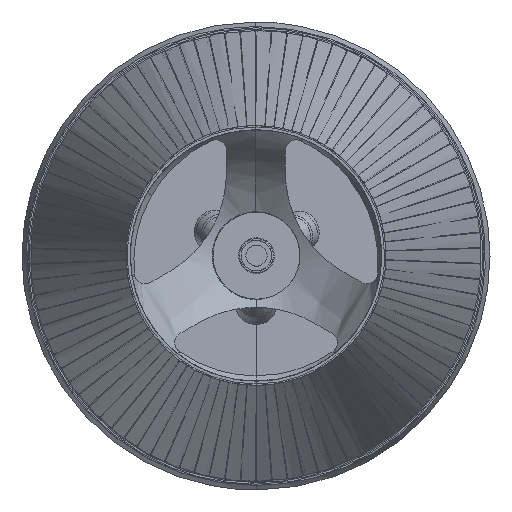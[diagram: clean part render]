
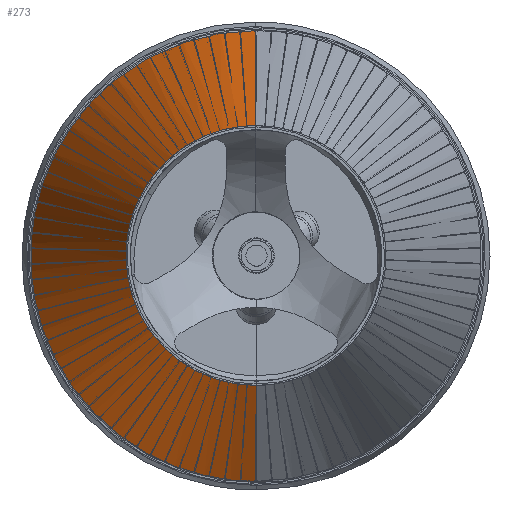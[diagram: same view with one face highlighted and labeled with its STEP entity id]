
A CAD part, top view. The second image highlights one B-rep face of the part: STEP entity #273.
In plain terms, the highlighted free-form (B-spline) face has degree [1, 2] with [2, 5] control points.
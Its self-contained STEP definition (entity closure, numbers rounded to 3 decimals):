
#273=ADVANCED_FACE('',(#637),#6729,.T.);
#637=FACE_OUTER_BOUND('',#1004,.T.);
#1004=EDGE_LOOP('',(#1458,#1459,#1460,#1461,#1462));
#1458=ORIENTED_EDGE('',*,*,#3711,.F.);
#1459=ORIENTED_EDGE('',*,*,#3691,.F.);
#1460=ORIENTED_EDGE('',*,*,#3693,.T.);
#1461=ORIENTED_EDGE('',*,*,#3690,.F.);
#1462=ORIENTED_EDGE('',*,*,#3713,.F.);
#3690=EDGE_CURVE('',#5430,#5429,#6910,.T.);
#3691=EDGE_CURVE('',#5431,#5443,#6911,.T.);
#3693=EDGE_CURVE('',#5431,#5429,#7276,.T.);
#3711=EDGE_CURVE('',#5443,#5432,#6924,.T.);
#3713=EDGE_CURVE('',#5432,#5430,#7284,.T.);
#5429=VERTEX_POINT('',#9664);
#5430=VERTEX_POINT('',#9665);
#5431=VERTEX_POINT('',#9666);
#5432=VERTEX_POINT('',#9667);
#5443=VERTEX_POINT('',#9678);
#6729=(
BOUNDED_SURFACE()
B_SPLINE_SURFACE(1,2,((#9484,#9485,#9486,#9487,#9488),(#9489,#9490,#9491,
#9492,#9493)),.UNSPECIFIED.,.F.,.F.,.F.)
B_SPLINE_SURFACE_WITH_KNOTS((2,2),(3,2,3),(502.955,871.621),
(0.,457.312,914.624),.UNSPECIFIED.)
GEOMETRIC_REPRESENTATION_ITEM()
RATIONAL_B_SPLINE_SURFACE(((1.,0.707,1.,0.707,1.),
(1.,0.707,1.,0.707,1.)))
REPRESENTATION_ITEM('')
SURFACE()
);
#6910=(
BOUNDED_CURVE()
B_SPLINE_CURVE(2,(#9289,#9290,#9291,#9292,#9293),.UNSPECIFIED.,.F.,.F.)
B_SPLINE_CURVE_WITH_KNOTS((3,2,3),(831.476,1247.214,1662.953),
.UNSPECIFIED.)
CURVE()
GEOMETRIC_REPRESENTATION_ITEM()
RATIONAL_B_SPLINE_CURVE((1.,0.707,1.,0.707,1.))
REPRESENTATION_ITEM('')
);
#6911=(
BOUNDED_CURVE()
B_SPLINE_CURVE(2,(#9294,#9295,#9296,#9297,#9298),.UNSPECIFIED.,.F.,.F.)
B_SPLINE_CURVE_WITH_KNOTS((3,2,3),(0.,239.472,478.944),
.UNSPECIFIED.)
CURVE()
GEOMETRIC_REPRESENTATION_ITEM()
RATIONAL_B_SPLINE_CURVE((1.,0.708,1.,0.708,1.))
REPRESENTATION_ITEM('')
);
#6924=(
BOUNDED_CURVE()
B_SPLINE_CURVE(2,(#9397,#9398,#9399),.UNSPECIFIED.,.F.,.F.)
B_SPLINE_CURVE_WITH_KNOTS((3,3),(478.944,479.79),.UNSPECIFIED.)
CURVE()
GEOMETRIC_REPRESENTATION_ITEM()
RATIONAL_B_SPLINE_CURVE((1.,1.,1.))
REPRESENTATION_ITEM('')
);
#7276=B_SPLINE_CURVE_WITH_KNOTS('',1,(#9304,#9305),.UNSPECIFIED.,.F.,.F.,
(2,2),(502.955,871.621),.UNSPECIFIED.);
#7284=B_SPLINE_CURVE_WITH_KNOTS('',1,(#9402,#9403),.UNSPECIFIED.,.F.,.F.,
(2,2),(502.955,871.621),.UNSPECIFIED.);
#9289=CARTESIAN_POINT('',(-0.722,264.654,1427.045));
#9290=CARTESIAN_POINT('',(-265.389,264.469,1427.045));
#9291=CARTESIAN_POINT('',(-265.203,-0.198,1427.045));
#9292=CARTESIAN_POINT('',(-265.018,-264.865,1427.045));
#9293=CARTESIAN_POINT('',(-0.351,-264.68,1427.045));
#9294=CARTESIAN_POINT('',(-0.429,-152.735,1778.304));
#9295=CARTESIAN_POINT('',(-152.728,-152.841,1778.304));
#9296=CARTESIAN_POINT('',(-153.257,-0.543,1778.304));
#9297=CARTESIAN_POINT('',(-153.786,151.755,1778.304));
#9298=CARTESIAN_POINT('',(-1.49,152.706,1778.304));
#9304=CARTESIAN_POINT('',(-0.429,-152.735,1778.304));
#9305=CARTESIAN_POINT('',(-0.351,-264.68,1427.045));
#9397=CARTESIAN_POINT('',(-1.49,152.706,1778.304));
#9398=CARTESIAN_POINT('',(-1.066,152.709,1778.304));
#9399=CARTESIAN_POINT('',(-0.643,152.709,1778.304));
#9402=CARTESIAN_POINT('',(-0.643,152.709,1778.304));
#9403=CARTESIAN_POINT('',(-0.722,264.654,1427.045));
#9484=CARTESIAN_POINT('',(-0.429,-152.735,1778.304));
#9485=CARTESIAN_POINT('',(-153.151,-152.842,1778.304));
#9486=CARTESIAN_POINT('',(-153.258,-0.12,1778.304));
#9487=CARTESIAN_POINT('',(-153.365,152.602,1778.304));
#9488=CARTESIAN_POINT('',(-0.643,152.709,1778.304));
#9489=CARTESIAN_POINT('',(-0.351,-264.68,1427.045));
#9490=CARTESIAN_POINT('',(-265.018,-264.865,1427.045));
#9491=CARTESIAN_POINT('',(-265.203,-0.198,1427.045));
#9492=CARTESIAN_POINT('',(-265.389,264.469,1427.045));
#9493=CARTESIAN_POINT('',(-0.722,264.654,1427.045));
#9664=CARTESIAN_POINT('',(-0.351,-264.68,1427.045));
#9665=CARTESIAN_POINT('',(-0.722,264.654,1427.045));
#9666=CARTESIAN_POINT('',(-0.429,-152.735,1778.304));
#9667=CARTESIAN_POINT('',(-0.643,152.709,1778.304));
#9678=CARTESIAN_POINT('',(-1.49,152.707,1778.304));
